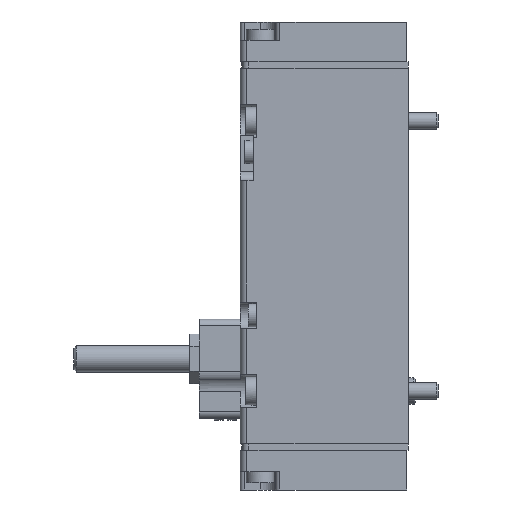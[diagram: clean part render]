
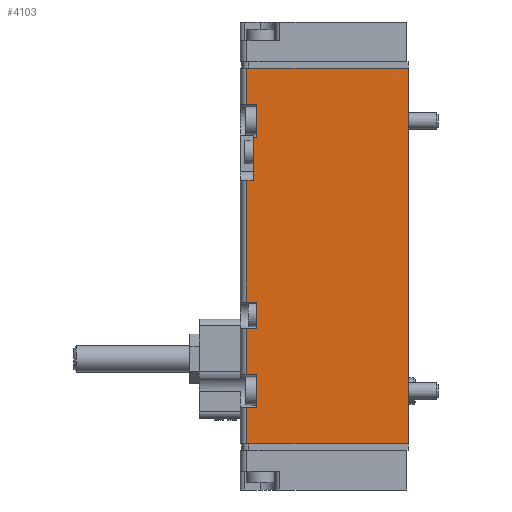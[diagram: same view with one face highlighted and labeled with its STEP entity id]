
A CAD part, left-side view. The second image highlights one B-rep face of the part: STEP entity #4103.
In plain terms, the highlighted planar face has unit normal (-1, 0.018, 0).
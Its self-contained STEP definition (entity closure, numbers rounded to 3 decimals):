
#121=LINE('',#6258,#507);
#127=LINE('',#6271,#513);
#128=LINE('',#6273,#514);
#129=LINE('',#6275,#515);
#130=LINE('',#6277,#516);
#131=LINE('',#6279,#517);
#132=LINE('',#6281,#518);
#133=LINE('',#6283,#519);
#134=LINE('',#6285,#520);
#135=LINE('',#6287,#521);
#136=LINE('',#6289,#522);
#137=LINE('',#6291,#523);
#138=LINE('',#6293,#524);
#139=LINE('',#6295,#525);
#140=LINE('',#6297,#526);
#141=LINE('',#6299,#527);
#142=LINE('',#6301,#528);
#143=LINE('',#6303,#529);
#507=VECTOR('',#4927,1000.);
#513=VECTOR('',#4937,1000.);
#514=VECTOR('',#4938,1000.);
#515=VECTOR('',#4939,1000.);
#516=VECTOR('',#4940,1000.);
#517=VECTOR('',#4941,1000.);
#518=VECTOR('',#4942,1000.);
#519=VECTOR('',#4943,1000.);
#520=VECTOR('',#4944,1000.);
#521=VECTOR('',#4945,1000.);
#522=VECTOR('',#4946,1000.);
#523=VECTOR('',#4947,1000.);
#524=VECTOR('',#4948,1000.);
#525=VECTOR('',#4949,1000.);
#526=VECTOR('',#4950,1000.);
#527=VECTOR('',#4951,1000.);
#528=VECTOR('',#4952,1000.);
#529=VECTOR('',#4953,1000.);
#878=PLANE('',#4394);
#1313=ORIENTED_EDGE('',*,*,#2500,.F.);
#1314=ORIENTED_EDGE('',*,*,#2501,.T.);
#1315=ORIENTED_EDGE('',*,*,#2502,.T.);
#1316=ORIENTED_EDGE('',*,*,#2503,.F.);
#1317=ORIENTED_EDGE('',*,*,#2504,.F.);
#1318=ORIENTED_EDGE('',*,*,#2505,.F.);
#1319=ORIENTED_EDGE('',*,*,#2506,.T.);
#1320=ORIENTED_EDGE('',*,*,#2507,.F.);
#1321=ORIENTED_EDGE('',*,*,#2508,.F.);
#1322=ORIENTED_EDGE('',*,*,#2509,.F.);
#1323=ORIENTED_EDGE('',*,*,#2510,.T.);
#1324=ORIENTED_EDGE('',*,*,#2511,.T.);
#1325=ORIENTED_EDGE('',*,*,#2512,.F.);
#1326=ORIENTED_EDGE('',*,*,#2513,.F.);
#1327=ORIENTED_EDGE('',*,*,#2514,.T.);
#1328=ORIENTED_EDGE('',*,*,#2515,.F.);
#1329=ORIENTED_EDGE('',*,*,#2516,.F.);
#1330=ORIENTED_EDGE('',*,*,#2494,.F.);
#2494=EDGE_CURVE('',#3085,#3086,#121,.T.);
#2500=EDGE_CURVE('',#3091,#3085,#127,.T.);
#2501=EDGE_CURVE('',#3091,#3092,#128,.T.);
#2502=EDGE_CURVE('',#3092,#3093,#129,.T.);
#2503=EDGE_CURVE('',#3094,#3093,#130,.T.);
#2504=EDGE_CURVE('',#3095,#3094,#131,.T.);
#2505=EDGE_CURVE('',#3096,#3095,#132,.T.);
#2506=EDGE_CURVE('',#3096,#3097,#133,.T.);
#2507=EDGE_CURVE('',#3098,#3097,#134,.T.);
#2508=EDGE_CURVE('',#3099,#3098,#135,.T.);
#2509=EDGE_CURVE('',#3100,#3099,#136,.T.);
#2510=EDGE_CURVE('',#3100,#3101,#137,.T.);
#2511=EDGE_CURVE('',#3101,#3102,#138,.T.);
#2512=EDGE_CURVE('',#3103,#3102,#139,.T.);
#2513=EDGE_CURVE('',#3104,#3103,#140,.T.);
#2514=EDGE_CURVE('',#3104,#3105,#141,.T.);
#2515=EDGE_CURVE('',#3106,#3105,#142,.T.);
#2516=EDGE_CURVE('',#3086,#3106,#143,.T.);
#3085=VERTEX_POINT('',#6257);
#3086=VERTEX_POINT('',#6259);
#3091=VERTEX_POINT('',#6272);
#3092=VERTEX_POINT('',#6274);
#3093=VERTEX_POINT('',#6276);
#3094=VERTEX_POINT('',#6278);
#3095=VERTEX_POINT('',#6280);
#3096=VERTEX_POINT('',#6282);
#3097=VERTEX_POINT('',#6284);
#3098=VERTEX_POINT('',#6286);
#3099=VERTEX_POINT('',#6288);
#3100=VERTEX_POINT('',#6290);
#3101=VERTEX_POINT('',#6292);
#3102=VERTEX_POINT('',#6294);
#3103=VERTEX_POINT('',#6296);
#3104=VERTEX_POINT('',#6298);
#3105=VERTEX_POINT('',#6300);
#3106=VERTEX_POINT('',#6302);
#3465=EDGE_LOOP('',(#1313,#1314,#1315,#1316,#1317,#1318,#1319,#1320,#1321,
#1322,#1323,#1324,#1325,#1326,#1327,#1328,#1329,#1330));
#3781=FACE_BOUND('',#3465,.T.);
#4103=ADVANCED_FACE('',(#3781),#878,.F.);
#4394=AXIS2_PLACEMENT_3D('',#6270,#4935,#4936);
#4927=DIRECTION('',(-0.017,-1.,0.));
#4935=DIRECTION('',(1.,-0.017,0.));
#4936=DIRECTION('',(0.017,1.,0.));
#4937=DIRECTION('',(0.,0.,1.));
#4938=DIRECTION('',(0.017,1.,0.));
#4939=DIRECTION('',(0.,0.,-1.));
#4940=DIRECTION('',(0.017,1.,0.));
#4941=DIRECTION('',(0.,0.,1.));
#4942=DIRECTION('',(-0.017,-1.,0.));
#4943=DIRECTION('',(0.,0.,-1.));
#4944=DIRECTION('',(0.017,1.,0.));
#4945=DIRECTION('',(0.,0.,1.));
#4946=DIRECTION('',(-0.017,-1.,0.));
#4947=DIRECTION('',(0.,0.,-1.));
#4948=DIRECTION('',(-0.017,-1.,0.));
#4949=DIRECTION('',(0.,0.,-1.));
#4950=DIRECTION('',(-0.017,-1.,0.));
#4951=DIRECTION('',(0.,0.,-1.));
#4952=DIRECTION('',(0.017,1.,0.));
#4953=DIRECTION('',(0.,0.,1.));
#6257=CARTESIAN_POINT('',(-21.18,47.,36.));
#6258=CARTESIAN_POINT('',(-21.144,49.035,36.));
#6259=CARTESIAN_POINT('',(-21.197,46.,36.));
#6270=CARTESIAN_POINT('',(-21.144,49.035,59.));
#6271=CARTESIAN_POINT('',(-21.18,47.,59.));
#6272=CARTESIAN_POINT('',(-21.18,47.,23.));
#6273=CARTESIAN_POINT('',(-21.144,49.035,23.));
#6274=CARTESIAN_POINT('',(-21.144,49.035,23.));
#6275=CARTESIAN_POINT('',(-21.144,49.035,59.));
#6276=CARTESIAN_POINT('',(-21.144,49.035,-14.));
#6277=CARTESIAN_POINT('',(-21.144,49.035,-14.));
#6278=CARTESIAN_POINT('',(-21.197,46.,-14.));
#6279=CARTESIAN_POINT('',(-21.197,46.,59.));
#6280=CARTESIAN_POINT('',(-21.197,46.,-22.));
#6281=CARTESIAN_POINT('',(-21.144,49.035,-22.));
#6282=CARTESIAN_POINT('',(-21.144,49.035,-22.));
#6283=CARTESIAN_POINT('',(-21.144,49.035,59.));
#6284=CARTESIAN_POINT('',(-21.144,49.035,-36.));
#6285=CARTESIAN_POINT('',(-21.144,49.035,-36.));
#6286=CARTESIAN_POINT('',(-21.197,46.,-36.));
#6287=CARTESIAN_POINT('',(-21.197,46.,59.));
#6288=CARTESIAN_POINT('',(-21.197,46.,-46.));
#6289=CARTESIAN_POINT('',(-21.144,49.035,-46.));
#6290=CARTESIAN_POINT('',(-21.144,49.035,-46.));
#6291=CARTESIAN_POINT('',(-21.144,49.035,59.));
#6292=CARTESIAN_POINT('',(-21.144,49.035,-57.));
#6293=CARTESIAN_POINT('',(-21.144,49.035,-57.));
#6294=CARTESIAN_POINT('',(-22.,0.,-57.));
#6295=CARTESIAN_POINT('',(-22.,0.,59.));
#6296=CARTESIAN_POINT('',(-22.,0.,57.));
#6297=CARTESIAN_POINT('',(-21.144,49.035,57.));
#6298=CARTESIAN_POINT('',(-21.144,49.035,57.));
#6299=CARTESIAN_POINT('',(-21.144,49.035,59.));
#6300=CARTESIAN_POINT('',(-21.144,49.035,46.));
#6301=CARTESIAN_POINT('',(-21.144,49.035,46.));
#6302=CARTESIAN_POINT('',(-21.197,46.,46.));
#6303=CARTESIAN_POINT('',(-21.197,46.,59.));
